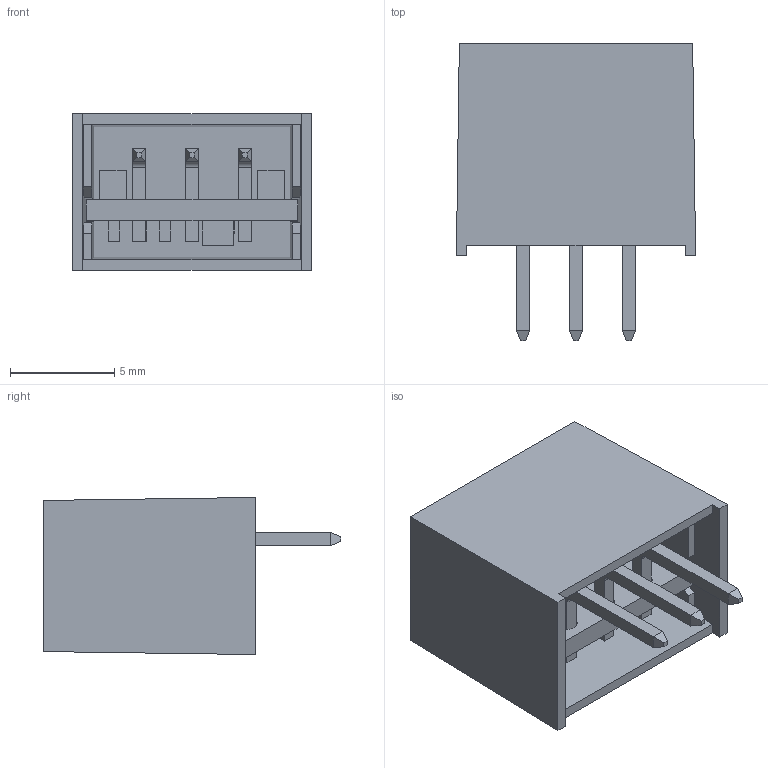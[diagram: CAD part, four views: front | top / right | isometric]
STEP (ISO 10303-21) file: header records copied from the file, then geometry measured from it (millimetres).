
FILE_DESCRIPTION (( 'STEP AP214' ), '1' );
FILE_NAME ('R-78K5.0-1.0.STEP', '2023-03-10T10:04:03', ( '' ), ( '' ), 'SwSTEP 2.0', 'SolidWorks 2021', '' );
FILE_SCHEMA (( 'AUTOMOTIVE_DESIGN' ));
Length unit declared in the file: millimetre
Products named in the file (2): R-78K5.0-1.0--3DModel-STEP-1; R-78K5.0-1.0
Assembly tree (1 placements, depth 2):
  R-78K5.0-1.0
    R-78K5.0-1.0--3DModel-STEP-1
Bounding box: 11.5 x 14.3 x 7.55 mm (x, y, z)
Volume: 349.4 mm3; surface area: 1192.7 mm2
Topology: 5 solids, 5 shells, 265 faces, 699 edges, 462 vertices
Faces by surface type: plane 196, bspline 57, cylinder 12
Entity records: 8981 total; most frequent: CARTESIAN_POINT 2384, ORIENTED_EDGE 1398, DIRECTION 1030, EDGE_CURVE 699, VECTOR 558, LINE 558, VERTEX_POINT 462, EDGE_LOOP 289
